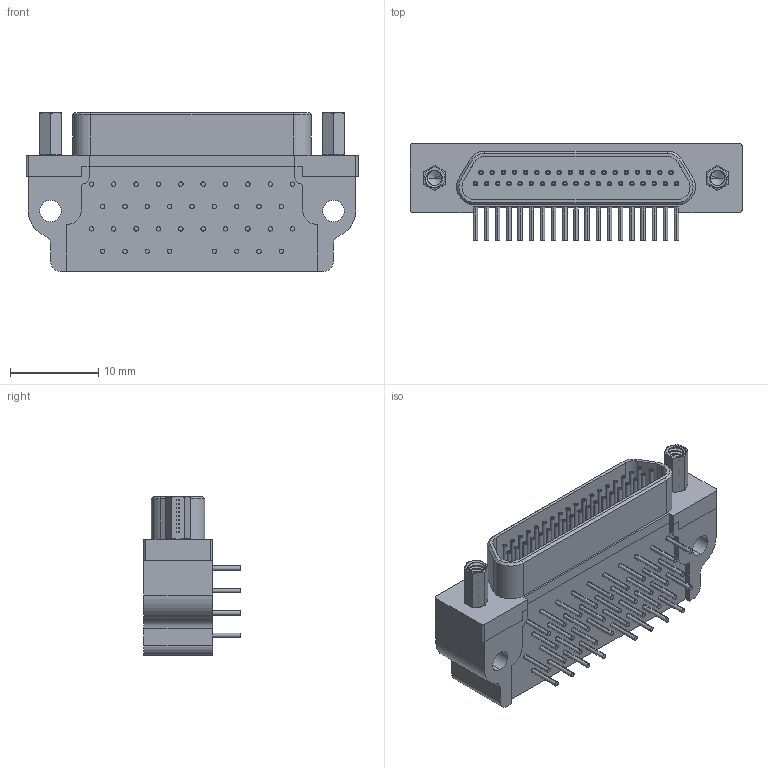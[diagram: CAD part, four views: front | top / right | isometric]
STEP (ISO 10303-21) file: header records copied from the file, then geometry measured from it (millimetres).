
FILE_DESCRIPTION (( 'STEP AP214' ), '1' );
FILE_NAME ('DCCM37SCBRPN.STEP', '2020-10-23T07:54:42', ( '' ), ( '' ), 'SwSTEP 2.0', 'SolidWorks 2017', '' );
FILE_SCHEMA (( 'AUTOMOTIVE_DESIGN' ));
Length unit declared in the file: inch
Products named in the file (1): DCCM37SCBRPN
Bounding box: 37.72 x 10.97 x 18.03 mm (x, y, z)
Volume: 3336.3 mm3; surface area: 3896.4 mm2
Topology: 78 solids, 78 shells, 547 faces, 1158 edges, 767 vertices
Faces by surface type: cylinder 302, plane 222, cone 9, torus 8, bspline 6
Entity records: 20128 total; most frequent: CARTESIAN_POINT 7035, DIRECTION 2665, ORIENTED_EDGE 2308, EDGE_CURVE 1154, AXIS2_PLACEMENT_3D 1097, VERTEX_POINT 767, EDGE_LOOP 635, CIRCLE 555
